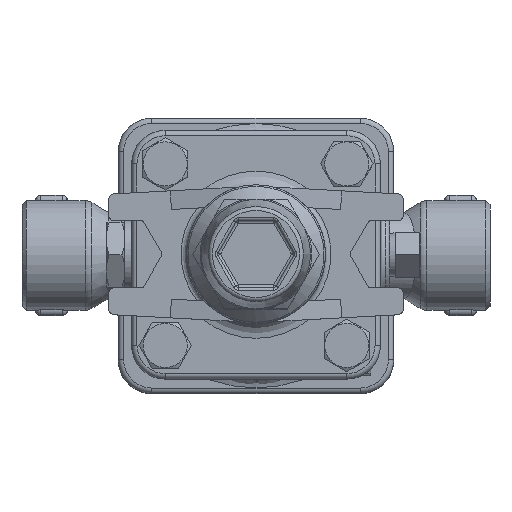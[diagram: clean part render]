
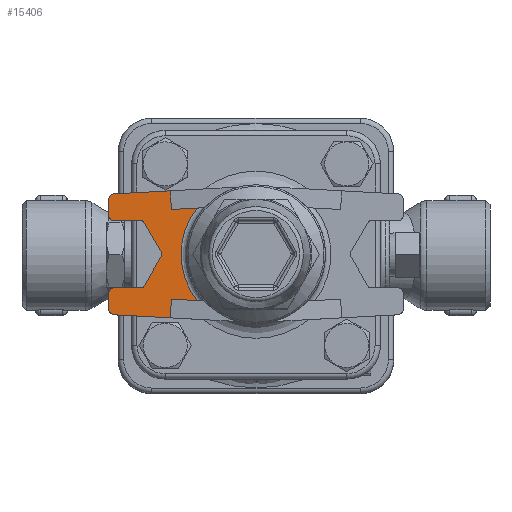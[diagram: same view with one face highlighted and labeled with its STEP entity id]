
A CAD part, top view. The second image highlights one B-rep face of the part: STEP entity #15406.
In plain terms, the highlighted planar face has unit normal (0, 0, 1).
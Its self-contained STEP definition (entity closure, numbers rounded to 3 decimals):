
#15141=CARTESIAN_POINT('',(-22.025,-17.288,317.0));
#15142=VERTEX_POINT('',#15141);
#15180=CARTESIAN_POINT('',(-22.025,17.288,317.0));
#15181=VERTEX_POINT('',#15180);
#15207=CARTESIAN_POINT('',(0.,0.0,317.0));
#15208=DIRECTION('',(0.0,0.0,1.0));
#15209=DIRECTION('',(-1.0,0.0,0.0));
#15210=AXIS2_PLACEMENT_3D('',#15207,#15208,#15209);
#15211=CIRCLE('',#15210,28.);
#15212=EDGE_CURVE('',#15181,#15142,#15211,.T.);
#15223=CARTESIAN_POINT('',(-31.653,-16.763,317.0));
#15224=VERTEX_POINT('',#15223);
#15225=CARTESIAN_POINT('',(-31.653,-16.763,317.0));
#15226=DIRECTION('',(0.999,-0.054,0.0));
#15227=VECTOR('',#15226,9.642);
#15228=LINE('',#15225,#15227);
#15229=EDGE_CURVE('',#15224,#15142,#15228,.T.);
#15248=CARTESIAN_POINT('',(-25.235,-13.561,317.0));
#15249=DIRECTION('',(0.0,0.0,1.0));
#15250=DIRECTION('',(1.0,0.0,0.0));
#15251=AXIS2_PLACEMENT_3D('',#15248,#15249,#15250);
#15252=PLANE('',#15251);
#15253=ORIENTED_EDGE('',*,*,#15212,.F.);
#15254=CARTESIAN_POINT('',(-31.653,16.763,317.0));
#15255=VERTEX_POINT('',#15254);
#15256=CARTESIAN_POINT('',(-22.025,17.288,317.0));
#15257=DIRECTION('',(-0.999,-0.054,0.0));
#15258=VECTOR('',#15257,9.642);
#15259=LINE('',#15256,#15258);
#15260=EDGE_CURVE('',#15181,#15255,#15259,.T.);
#15261=ORIENTED_EDGE('',*,*,#15260,.T.);
#15262=CARTESIAN_POINT('',(-32.034,23.753,317.0));
#15263=VERTEX_POINT('',#15262);
#15264=CARTESIAN_POINT('',(-31.653,16.763,317.0));
#15265=DIRECTION('',(-0.054,0.999,0.0));
#15266=VECTOR('',#15265,7.);
#15267=LINE('',#15264,#15266);
#15268=EDGE_CURVE('',#15255,#15263,#15267,.T.);
#15269=ORIENTED_EDGE('',*,*,#15268,.T.);
#15270=CARTESIAN_POINT('',(-53.109,22.603,317.0));
#15271=VERTEX_POINT('',#15270);
#15272=CARTESIAN_POINT('',(-53.109,22.603,317.0));
#15273=DIRECTION('',(0.999,0.054,0.0));
#15274=VECTOR('',#15273,21.106);
#15275=LINE('',#15272,#15274);
#15276=EDGE_CURVE('',#15271,#15263,#15275,.T.);
#15277=ORIENTED_EDGE('',*,*,#15276,.F.);
#15278=CARTESIAN_POINT('',(-55.,20.606,317.0));
#15279=VERTEX_POINT('',#15278);
#15280=CARTESIAN_POINT('',(-53.,20.606,317.0));
#15281=DIRECTION('',(0.0,0.0,-1.0));
#15282=DIRECTION('',(-0.726,0.688,0.0));
#15283=AXIS2_PLACEMENT_3D('',#15280,#15281,#15282);
#15284=CIRCLE('',#15283,2.);
#15285=EDGE_CURVE('',#15279,#15271,#15284,.T.);
#15286=ORIENTED_EDGE('',*,*,#15285,.F.);
#15287=CARTESIAN_POINT('',(-55.,14.5,317.0));
#15288=VERTEX_POINT('',#15287);
#15289=CARTESIAN_POINT('',(-55.,14.5,317.0));
#15290=DIRECTION('',(0.0,1.0,0.0));
#15291=VECTOR('',#15290,6.106);
#15292=LINE('',#15289,#15291);
#15293=EDGE_CURVE('',#15288,#15279,#15292,.T.);
#15294=ORIENTED_EDGE('',*,*,#15293,.F.);
#15295=CARTESIAN_POINT('',(-53.,12.5,317.0));
#15296=VERTEX_POINT('',#15295);
#15297=CARTESIAN_POINT('',(-53.,14.5,317.0));
#15298=DIRECTION('',(0.0,0.0,-1.));
#15299=DIRECTION('',(-0.707,-0.707,0.0));
#15300=AXIS2_PLACEMENT_3D('',#15297,#15298,#15299);
#15301=CIRCLE('',#15300,2.);
#15302=EDGE_CURVE('',#15296,#15288,#15301,.T.);
#15303=ORIENTED_EDGE('',*,*,#15302,.F.);
#15304=CARTESIAN_POINT('',(-42.794,12.5,317.0));
#15305=VERTEX_POINT('',#15304);
#15306=CARTESIAN_POINT('',(-42.794,12.5,317.0));
#15307=DIRECTION('',(-1.0,0.0,0.0));
#15308=VECTOR('',#15307,10.206);
#15309=LINE('',#15306,#15308);
#15310=EDGE_CURVE('',#15305,#15296,#15309,.T.);
#15311=ORIENTED_EDGE('',*,*,#15310,.F.);
#15312=CARTESIAN_POINT('',(-41.928,12.,317.0));
#15313=VERTEX_POINT('',#15312);
#15314=CARTESIAN_POINT('',(-42.794,11.5,317.0));
#15315=DIRECTION('',(0.0,0.0,1.0));
#15316=DIRECTION('',(0.5,0.866,0.0));
#15317=AXIS2_PLACEMENT_3D('',#15314,#15315,#15316);
#15318=CIRCLE('',#15317,1.0);
#15319=EDGE_CURVE('',#15313,#15305,#15318,.T.);
#15320=ORIENTED_EDGE('',*,*,#15319,.F.);
#15321=CARTESIAN_POINT('',(-35.289,0.5,317.0));
#15322=VERTEX_POINT('',#15321);
#15323=CARTESIAN_POINT('',(-35.289,0.5,317.0));
#15324=DIRECTION('',(-0.5,0.866,0.0));
#15325=VECTOR('',#15324,13.279);
#15326=LINE('',#15323,#15325);
#15327=EDGE_CURVE('',#15322,#15313,#15326,.T.);
#15328=ORIENTED_EDGE('',*,*,#15327,.F.);
#15329=CARTESIAN_POINT('',(-35.289,-0.5,317.0));
#15330=VERTEX_POINT('',#15329);
#15331=CARTESIAN_POINT('',(-36.155,0.,317.0));
#15332=DIRECTION('',(0.0,0.0,1.0));
#15333=DIRECTION('',(1.0,0.0,0.0));
#15334=AXIS2_PLACEMENT_3D('',#15331,#15332,#15333);
#15335=CIRCLE('',#15334,1.0);
#15336=EDGE_CURVE('',#15330,#15322,#15335,.T.);
#15337=ORIENTED_EDGE('',*,*,#15336,.F.);
#15338=CARTESIAN_POINT('',(-41.928,-12.,317.0));
#15339=VERTEX_POINT('',#15338);
#15340=CARTESIAN_POINT('',(-41.928,-12.,317.0));
#15341=DIRECTION('',(0.5,0.866,0.0));
#15342=VECTOR('',#15341,13.279);
#15343=LINE('',#15340,#15342);
#15344=EDGE_CURVE('',#15339,#15330,#15343,.T.);
#15345=ORIENTED_EDGE('',*,*,#15344,.F.);
#15346=CARTESIAN_POINT('',(-42.794,-12.5,317.0));
#15347=VERTEX_POINT('',#15346);
#15348=CARTESIAN_POINT('',(-42.794,-11.5,317.0));
#15349=DIRECTION('',(0.0,0.0,1.0));
#15350=DIRECTION('',(0.5,-0.866,0.0));
#15351=AXIS2_PLACEMENT_3D('',#15348,#15349,#15350);
#15352=CIRCLE('',#15351,1.0);
#15353=EDGE_CURVE('',#15347,#15339,#15352,.T.);
#15354=ORIENTED_EDGE('',*,*,#15353,.F.);
#15355=CARTESIAN_POINT('',(-53.,-12.5,317.0));
#15356=VERTEX_POINT('',#15355);
#15357=CARTESIAN_POINT('',(-53.,-12.5,317.0));
#15358=DIRECTION('',(1.0,0.0,0.0));
#15359=VECTOR('',#15358,10.206);
#15360=LINE('',#15357,#15359);
#15361=EDGE_CURVE('',#15356,#15347,#15360,.T.);
#15362=ORIENTED_EDGE('',*,*,#15361,.F.);
#15363=CARTESIAN_POINT('',(-55.,-14.5,317.0));
#15364=VERTEX_POINT('',#15363);
#15365=CARTESIAN_POINT('',(-53.,-14.5,317.0));
#15366=DIRECTION('',(0.0,0.0,-1.0));
#15367=DIRECTION('',(-0.707,0.707,0.0));
#15368=AXIS2_PLACEMENT_3D('',#15365,#15366,#15367);
#15369=CIRCLE('',#15368,2.0);
#15370=EDGE_CURVE('',#15364,#15356,#15369,.T.);
#15371=ORIENTED_EDGE('',*,*,#15370,.F.);
#15372=CARTESIAN_POINT('',(-55.,-20.606,317.0));
#15373=VERTEX_POINT('',#15372);
#15374=CARTESIAN_POINT('',(-55.,-20.606,317.0));
#15375=DIRECTION('',(0.0,1.0,0.0));
#15376=VECTOR('',#15375,6.106);
#15377=LINE('',#15374,#15376);
#15378=EDGE_CURVE('',#15373,#15364,#15377,.T.);
#15379=ORIENTED_EDGE('',*,*,#15378,.F.);
#15380=CARTESIAN_POINT('',(-53.109,-22.603,317.0));
#15381=VERTEX_POINT('',#15380);
#15382=CARTESIAN_POINT('',(-53.,-20.606,317.0));
#15383=DIRECTION('',(0.0,0.0,-1.0));
#15384=DIRECTION('',(-0.726,-0.688,0.0));
#15385=AXIS2_PLACEMENT_3D('',#15382,#15383,#15384);
#15386=CIRCLE('',#15385,2.0);
#15387=EDGE_CURVE('',#15381,#15373,#15386,.T.);
#15388=ORIENTED_EDGE('',*,*,#15387,.F.);
#15389=CARTESIAN_POINT('',(-32.034,-23.753,317.0));
#15390=VERTEX_POINT('',#15389);
#15391=CARTESIAN_POINT('',(-32.034,-23.753,317.0));
#15392=DIRECTION('',(-0.999,0.054,0.0));
#15393=VECTOR('',#15392,21.106);
#15394=LINE('',#15391,#15393);
#15395=EDGE_CURVE('',#15390,#15381,#15394,.T.);
#15396=ORIENTED_EDGE('',*,*,#15395,.F.);
#15397=CARTESIAN_POINT('',(-32.034,-23.753,317.0));
#15398=DIRECTION('',(0.054,0.999,0.0));
#15399=VECTOR('',#15398,7.);
#15400=LINE('',#15397,#15399);
#15401=EDGE_CURVE('',#15390,#15224,#15400,.T.);
#15402=ORIENTED_EDGE('',*,*,#15401,.T.);
#15403=ORIENTED_EDGE('',*,*,#15229,.T.);
#15404=EDGE_LOOP('',(#15253,#15261,#15269,#15277,#15286,#15294,#15303,#15311,#15320,#15328,#15337,#15345,#15354,#15362,#15371,#15379,#15388,#15396,#15402,#15403));
#15405=FACE_OUTER_BOUND('',#15404,.T.);
#15406=ADVANCED_FACE('',(#15405),#15252,.T.);
